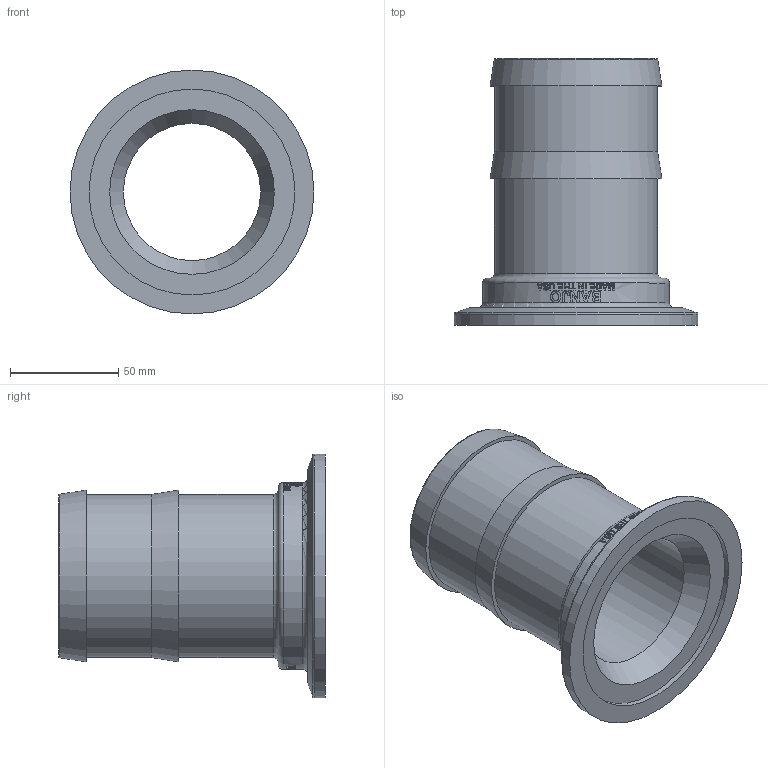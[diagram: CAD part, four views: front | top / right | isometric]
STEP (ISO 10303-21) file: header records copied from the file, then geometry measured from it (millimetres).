
FILE_DESCRIPTION(/* description */ ('3" Manifold Flange x Hose Shank'),/* implementation_level */ '2;1');
FILE_NAME(/* name */ 'M300BRB.stp',/* time_stamp */ '2018-07-30T11:26:45-04:00',/* author */ ('aaron'),/* organization */ (''),/* preprocessor_version */ 'ST-DEVELOPER v17',/* originating_system */ 'Autodesk Inventor 2018',/* authorisation */ '');
FILE_SCHEMA (('AUTOMOTIVE_DESIGN { 1 0 10303 214 3 1 1 }'));
Products named in the file (1): M300BRB
Bounding box: 112.78 x 123.44 x 112.78 mm (x, y, z)
Volume: 211105.5 mm3; surface area: 68177.4 mm2
Topology: 1 solids, 1 shells, 381 faces, 1030 edges, 693 vertices
Faces by surface type: plane 165, bspline 161, cylinder 44, torus 7, cone 4
Full cylindrical faces by diameter (mm): 63.5 x1, 75.438 x2, 86.36 x1, 95.25 x1, 112.776 x1
Entity records: 32939 total; most frequent: CARTESIAN_POINT 24446, ORIENTED_EDGE 2060, DIRECTION 1194, EDGE_CURVE 1030, VERTEX_POINT 693, B_SPLINE_CURVE_WITH_KNOTS 453, EDGE_LOOP 425, LINE 402
